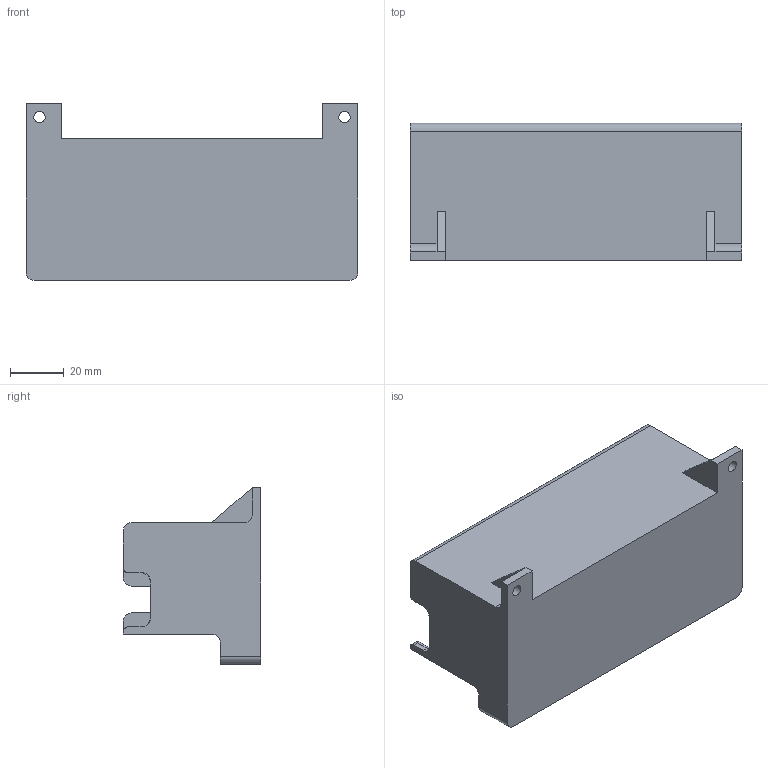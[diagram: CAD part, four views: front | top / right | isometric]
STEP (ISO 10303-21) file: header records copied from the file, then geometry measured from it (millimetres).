
FILE_DESCRIPTION(/* description */ ('NONE'),/* implementation_level */ '2;1');
FILE_NAME(/* name */ '',/* time_stamp */ '2025-10-31T16:55:05+03:00',/* author */ ('Phantom'),/* organization */ (''),/* preprocessor_version */ 'ST-DEVELOPER v20',/* originating_system */ 'Autodesk Inventor 2025',/* authorisation */ '');
FILE_SCHEMA (('AUTOMOTIVE_DESIGN { 1 0 10303 214 3 1 1 }'));
Length unit declared in the file: millimetre
Products named in the file (1): крепл аккума 
25-26 2
Bounding box: 123.01 x 51 x 65.54 mm (x, y, z)
Volume: 77957.3 mm3; surface area: 36075.7 mm2
Topology: 1 solids, 1 shells, 79 faces, 220 edges, 141 vertices
Faces by surface type: plane 38, cylinder 32, bspline 9
Full cylindrical faces by diameter (mm): 4.2 x2
Entity records: 2670 total; most frequent: CARTESIAN_POINT 556, DIRECTION 439, ORIENTED_EDGE 436, EDGE_CURVE 218, AXIS2_PLACEMENT_3D 150, VERTEX_POINT 141, LINE 139, VECTOR 139
